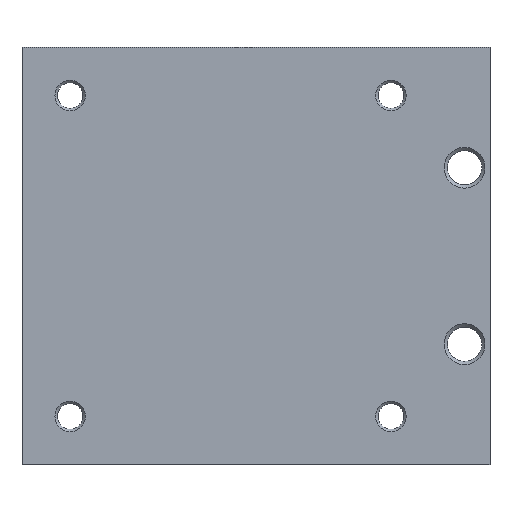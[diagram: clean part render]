
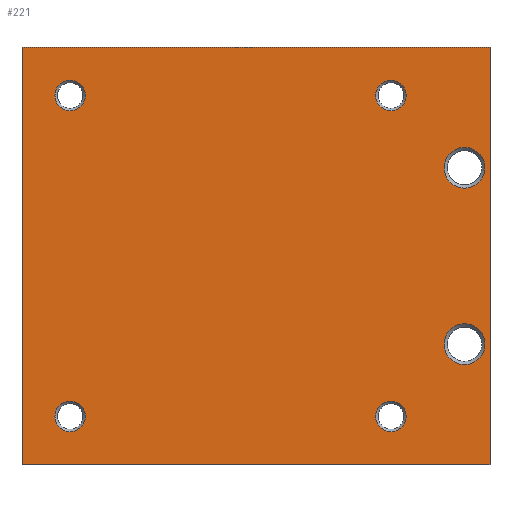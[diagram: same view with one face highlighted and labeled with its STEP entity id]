
A CAD part, top view. The second image highlights one B-rep face of the part: STEP entity #221.
In plain terms, the highlighted planar face has unit normal (0, 0, 1).
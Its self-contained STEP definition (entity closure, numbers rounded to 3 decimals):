
#127=FACE_BOUND('',#261,.T.);
#128=FACE_BOUND('',#262,.T.);
#129=FACE_BOUND('',#263,.T.);
#130=FACE_BOUND('',#264,.T.);
#131=FACE_BOUND('',#265,.T.);
#132=FACE_BOUND('',#266,.T.);
#133=FACE_BOUND('',#267,.T.);
#189=CIRCLE('',#534,1.9);
#190=CIRCLE('',#535,1.9);
#191=CIRCLE('',#536,1.9);
#192=CIRCLE('',#537,1.9);
#193=CIRCLE('',#538,2.55);
#194=CIRCLE('',#539,2.55);
#221=ADVANCED_FACE('',(#127,#128,#129,#130,#131,#132,#133),#251,.T.);
#251=PLANE('',#540);
#261=EDGE_LOOP('',(#341));
#262=EDGE_LOOP('',(#342));
#263=EDGE_LOOP('',(#343));
#264=EDGE_LOOP('',(#344));
#265=EDGE_LOOP('',(#345));
#266=EDGE_LOOP('',(#346));
#267=EDGE_LOOP('',(#347,#348,#349,#350));
#341=ORIENTED_EDGE('',*,*,#471,.T.);
#342=ORIENTED_EDGE('',*,*,#472,.T.);
#343=ORIENTED_EDGE('',*,*,#473,.T.);
#344=ORIENTED_EDGE('',*,*,#474,.T.);
#345=ORIENTED_EDGE('',*,*,#475,.T.);
#346=ORIENTED_EDGE('',*,*,#476,.T.);
#347=ORIENTED_EDGE('',*,*,#455,.T.);
#348=ORIENTED_EDGE('',*,*,#460,.T.);
#349=ORIENTED_EDGE('',*,*,#465,.T.);
#350=ORIENTED_EDGE('',*,*,#470,.T.);
#413=VERTEX_POINT('',#729);
#414=VERTEX_POINT('',#731);
#417=VERTEX_POINT('',#739);
#422=VERTEX_POINT('',#755);
#425=VERTEX_POINT('',#772);
#426=VERTEX_POINT('',#774);
#427=VERTEX_POINT('',#776);
#428=VERTEX_POINT('',#778);
#429=VERTEX_POINT('',#780);
#430=VERTEX_POINT('',#782);
#455=EDGE_CURVE('',#414,#413,#501,.T.);
#460=EDGE_CURVE('',#413,#417,#505,.T.);
#465=EDGE_CURVE('',#417,#422,#509,.T.);
#470=EDGE_CURVE('',#422,#414,#512,.T.);
#471=EDGE_CURVE('',#425,#425,#189,.T.);
#472=EDGE_CURVE('',#426,#426,#190,.T.);
#473=EDGE_CURVE('',#427,#427,#191,.T.);
#474=EDGE_CURVE('',#428,#428,#192,.T.);
#475=EDGE_CURVE('',#429,#429,#193,.T.);
#476=EDGE_CURVE('',#430,#430,#194,.T.);
#501=LINE('',#730,#515);
#505=LINE('',#740,#519);
#509=LINE('',#756,#523);
#512=LINE('',#769,#526);
#515=VECTOR('',#592,1.);
#519=VECTOR('',#600,1.);
#523=VECTOR('',#606,1.);
#526=VECTOR('',#613,1.);
#534=AXIS2_PLACEMENT_3D('',#771,#616,#617);
#535=AXIS2_PLACEMENT_3D('',#773,#618,#619);
#536=AXIS2_PLACEMENT_3D('',#775,#620,#621);
#537=AXIS2_PLACEMENT_3D('',#777,#622,#623);
#538=AXIS2_PLACEMENT_3D('',#779,#624,#625);
#539=AXIS2_PLACEMENT_3D('',#781,#626,#627);
#540=AXIS2_PLACEMENT_3D('',#783,#628,#629);
#592=DIRECTION('',(0.,-1.,0.));
#600=DIRECTION('',(1.,0.,0.));
#606=DIRECTION('',(0.,1.,0.));
#613=DIRECTION('',(-1.,0.,0.));
#616=DIRECTION('',(0.,0.,-1.));
#617=DIRECTION('',(1.,0.,0.));
#618=DIRECTION('',(0.,0.,-1.));
#619=DIRECTION('',(1.,0.,0.));
#620=DIRECTION('',(0.,0.,-1.));
#621=DIRECTION('',(1.,0.,0.));
#622=DIRECTION('',(0.,0.,-1.));
#623=DIRECTION('',(1.,0.,0.));
#624=DIRECTION('',(0.,0.,-1.));
#625=DIRECTION('',(1.,0.,0.));
#626=DIRECTION('',(0.,0.,-1.));
#627=DIRECTION('',(1.,0.,0.));
#628=DIRECTION('',(0.,0.,1.));
#629=DIRECTION('',(1.,0.,0.));
#729=CARTESIAN_POINT('',(0.,0.,6.35));
#730=CARTESIAN_POINT('',(0.,52.,6.35));
#731=CARTESIAN_POINT('',(0.,52.,6.35));
#739=CARTESIAN_POINT('',(58.35,0.,6.35));
#740=CARTESIAN_POINT('',(0.,0.,6.35));
#755=CARTESIAN_POINT('',(58.35,52.,6.35));
#756=CARTESIAN_POINT('',(58.35,0.,6.35));
#769=CARTESIAN_POINT('',(58.35,52.,6.35));
#771=CARTESIAN_POINT('',(46.,46.,6.35));
#772=CARTESIAN_POINT('',(47.9,46.,6.35));
#773=CARTESIAN_POINT('',(46.,6.,6.35));
#774=CARTESIAN_POINT('',(47.9,6.,6.35));
#775=CARTESIAN_POINT('',(6.,46.,6.35));
#776=CARTESIAN_POINT('',(7.9,46.,6.35));
#777=CARTESIAN_POINT('',(6.,6.,6.35));
#778=CARTESIAN_POINT('',(7.9,6.,6.35));
#779=CARTESIAN_POINT('',(55.175,37.,6.35));
#780=CARTESIAN_POINT('',(57.725,37.,6.35));
#781=CARTESIAN_POINT('',(55.175,15.,6.35));
#782=CARTESIAN_POINT('',(57.725,15.,6.35));
#783=CARTESIAN_POINT('',(0.,0.,6.35));
